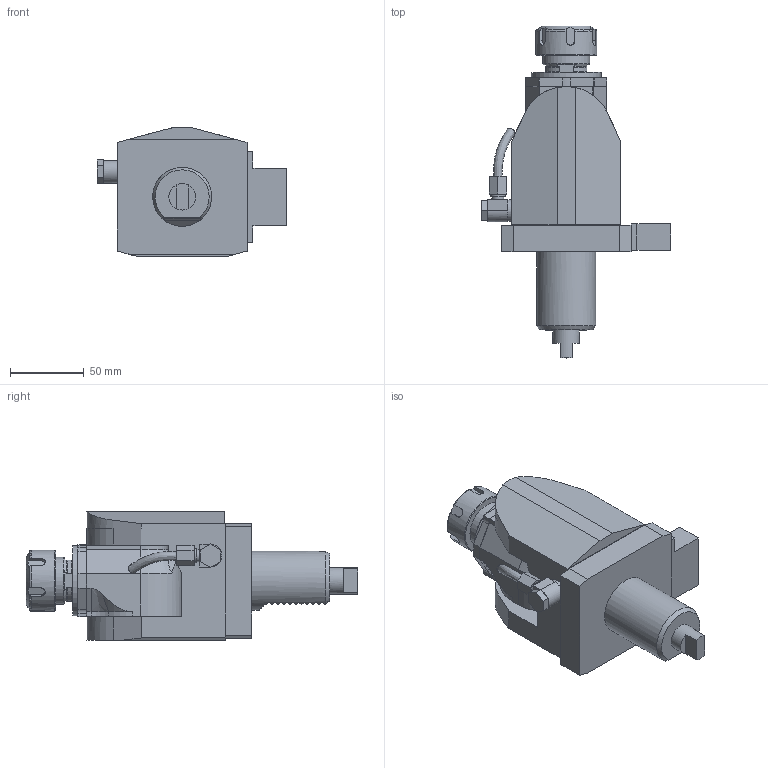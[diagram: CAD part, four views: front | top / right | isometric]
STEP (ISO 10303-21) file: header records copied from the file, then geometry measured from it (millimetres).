
FILE_DESCRIPTION (( 'STEP AP214' ), '1' );
FILE_NAME ('ROPPS40131SD.STEP', '2025-01-08T13:23:00', ( '' ), ( '' ), 'SwSTEP 2.0', 'SolidWorks 2023', '' );
FILE_SCHEMA (( 'AUTOMOTIVE_DESIGN' ));
Length unit declared in the file: millimetre
Products named in the file (1): ROPPS40131SD
Bounding box: 128.7 x 225.19 x 87.5 mm (x, y, z)
Volume: 741186.6 mm3; surface area: 76126.5 mm2
Topology: 1 solids, 11 shells, 612 faces, 1606 edges, 1051 vertices
Faces by surface type: plane 391, cylinder 94, bspline 92, cone 24, torus 11
Full cylindrical faces by diameter (mm): 1.7 x1, 2.1 x1, 2.5 x1, 6.366 x1, 8.2 x1, 9.8 x1, 14.5 x1, 18 x1, 32 x1, 40 x1, 41.5 x1, 47.245 x1
Entity records: 27476 total; most frequent: CARTESIAN_POINT 10317, ORIENTED_EDGE 3156, DIRECTION 2474, EDGE_CURVE 1578, VERTEX_POINT 1040, LINE 1010, VECTOR 1010, AXIS2_PLACEMENT_3D 732
